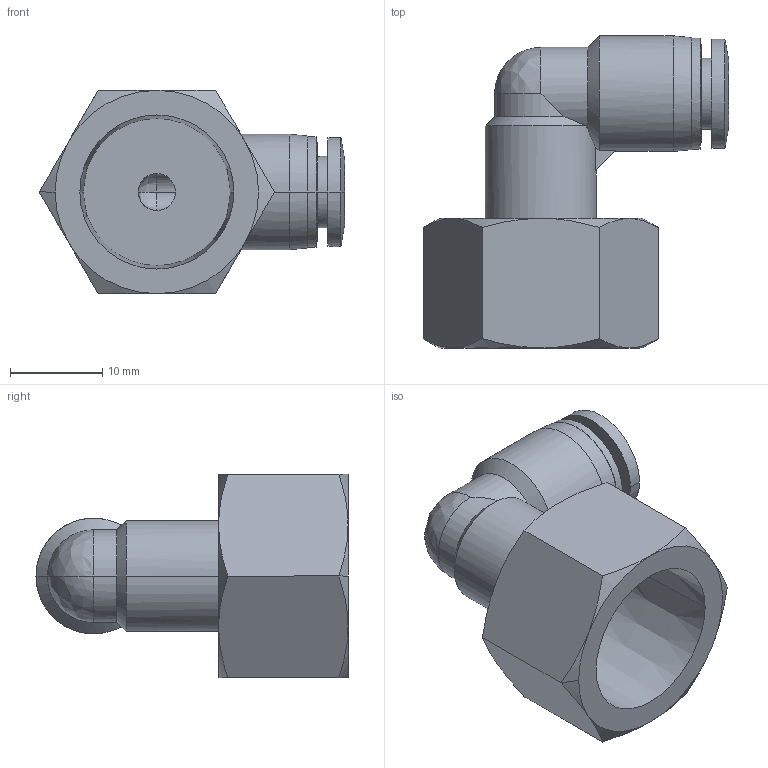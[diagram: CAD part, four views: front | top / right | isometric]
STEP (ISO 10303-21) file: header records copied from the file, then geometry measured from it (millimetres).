
FILE_DESCRIPTION (( 'STEP AP214' ), '1' );
FILE_NAME ('FE6M-38R.step', '2016-02-24T20:32:39', ( '' ), ( '' ), 'SwSTEP 2.0', 'SolidWorks 2015', '' );
FILE_SCHEMA (( 'AUTOMOTIVE_DESIGN' ));
Length unit declared in the file: inch
Products named in the file (1): FE6M-38R
Bounding box: 33 x 33.75 x 22 mm (x, y, z)
Volume: 6062.1 mm3; surface area: 4318.7 mm2
Topology: 1 solids, 1 shells, 67 faces, 154 edges, 91 vertices
Faces by surface type: cone 25, cylinder 19, plane 17, bspline 4, torus 2
Entity records: 3891 total; most frequent: CARTESIAN_POINT 1617, ORIENTED_EDGE 300, DIRECTION 246, EDGE_CURVE 150, AXIS2_PLACEMENT_3D 103, VERTEX_POINT 91, EDGE_LOOP 75, DIMENSIONAL_EXPONENTS 70
